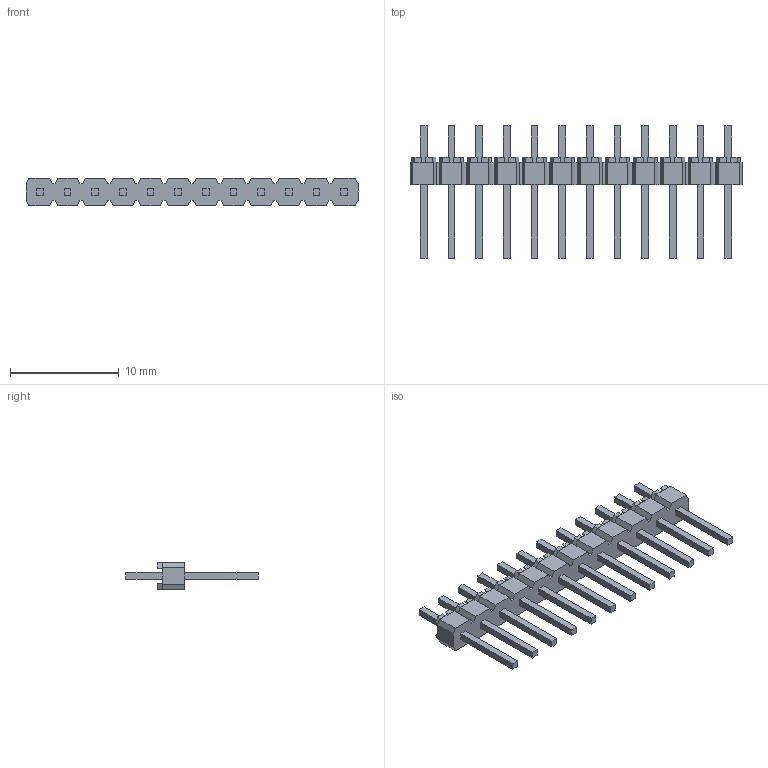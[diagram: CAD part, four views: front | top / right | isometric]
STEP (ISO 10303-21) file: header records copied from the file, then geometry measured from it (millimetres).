
FILE_DESCRIPTION(('STEP AP214'),'1');
FILE_NAME('6198.stp','2018-08-20T11:46:38',('TraceParts'),('TraceParts S.A.'),'Spatial InterOp 3D',' ',' ');
FILE_SCHEMA(('automotive_design'));
Length unit declared in the file: millimetre
Products named in the file (2): 6198_1; 1
Bounding box: 30.48 x 12.15 x 2.54 mm (x, y, z)
Volume: 201.4 mm3; surface area: 666.8 mm2
Topology: 1 solids, 1 shells, 458 faces, 1176 edges, 816 vertices
Faces by surface type: plane 458
Entity records: 13641 total; most frequent: CARTESIAN_POINT 2404, ORIENTED_EDGE 2304, DIRECTION 2120, EDGE_CURVE 1152, LINE 1152, VECTOR 1152, VERTEX_POINT 768, EDGE_LOOP 530
